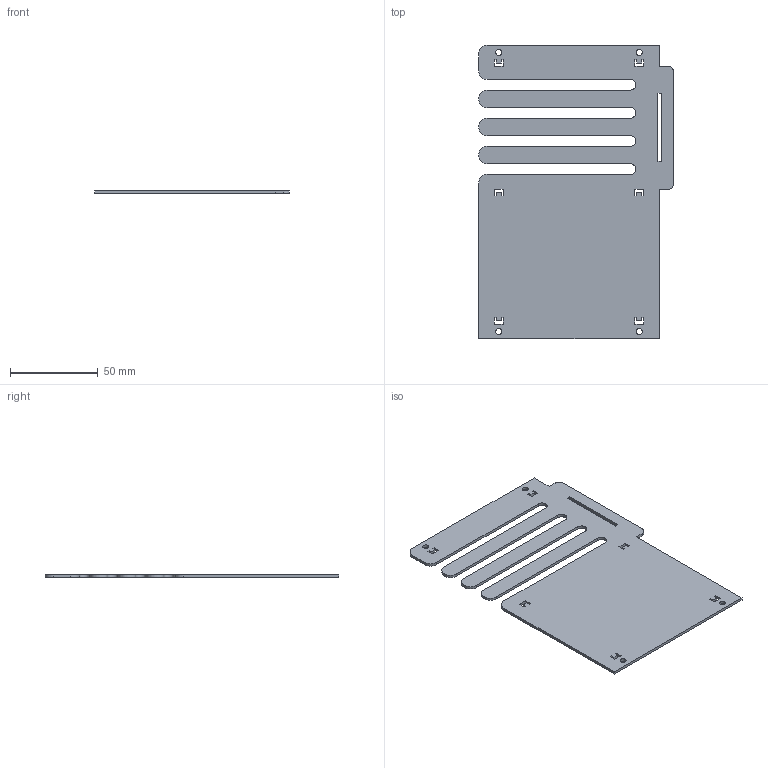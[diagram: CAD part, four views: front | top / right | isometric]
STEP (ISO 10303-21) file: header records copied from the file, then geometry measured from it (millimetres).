
FILE_DESCRIPTION(/* description */ (''),/* implementation_level */ '2;1');
FILE_NAME(/* name */ 'Cage 1 V2.1.step',/* time_stamp */ '2019-05-21T10:13:26-06:00',/* author */ (''),/* organization */ (''),/* preprocessor_version */ 'ST-DEVELOPER v18',/* originating_system */ 'Autodesk Translation Framework v8.2.0.1029',/* authorisation */ '');
FILE_SCHEMA (('AUTOMOTIVE_DESIGN { 1 0 10303 214 3 1 1 }'));
Length unit declared in the file: millimetre
Products named in the file (1): Cage 1 V2.1
Bounding box: 111 x 167.31 x 1.6 mm (x, y, z)
Volume: 24655.2 mm3; surface area: 33203.3 mm2
Topology: 1 solids, 1 shells, 87 faces, 255 edges, 170 vertices
Faces by surface type: plane 71, cylinder 16
Full cylindrical faces by diameter (mm): 3.4 x4
Entity records: 2938 total; most frequent: CARTESIAN_POINT 513, ORIENTED_EDGE 510, DIRECTION 463, EDGE_CURVE 255, LINE 223, VECTOR 223, VERTEX_POINT 170, AXIS2_PLACEMENT_3D 120
